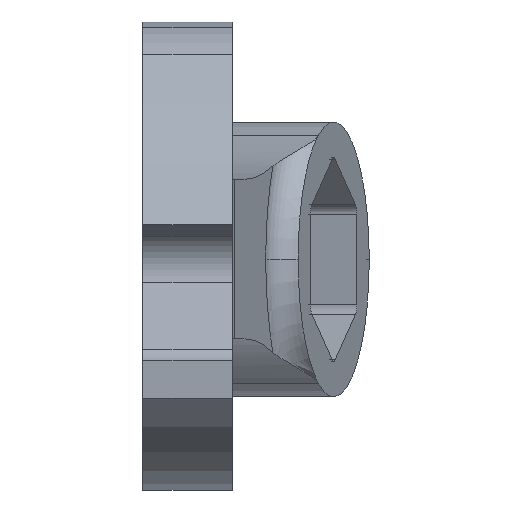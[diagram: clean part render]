
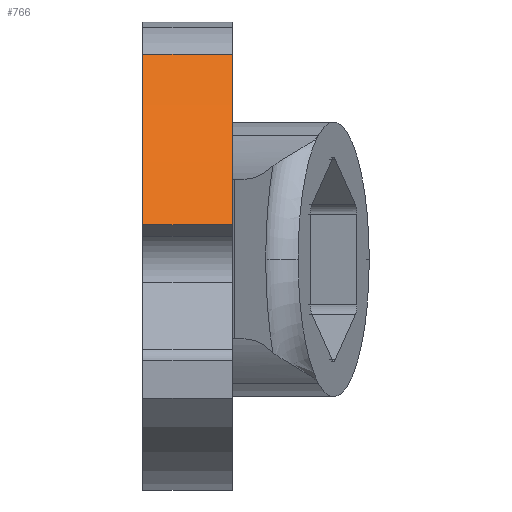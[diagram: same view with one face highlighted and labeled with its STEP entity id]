
A CAD part, top view. The second image highlights one B-rep face of the part: STEP entity #766.
In plain terms, the highlighted cylindrical face has radius 34.798 mm (diameter 69.596 mm), a partial arc.
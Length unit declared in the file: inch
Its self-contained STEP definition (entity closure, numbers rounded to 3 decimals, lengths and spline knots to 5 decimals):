
#11 = DIRECTION ( 'NONE',  ( 0., 0., -1. ) ) ;
#56 = LINE ( 'NONE', #160, #412 ) ;
#116 = ORIENTED_EDGE ( 'NONE', *, *, #133, .F. ) ;
#117 = VERTEX_POINT ( 'NONE', #225 ) ;
#133 = EDGE_CURVE ( 'NONE', #1577, #276, #742, .T. ) ;
#160 = CARTESIAN_POINT ( 'NONE',  ( -0.88969, 0.08376, 4. ) ) ;
#225 = CARTESIAN_POINT ( 'NONE',  ( -0.125, 0.08376, 4. ) ) ;
#234 = DIRECTION ( 'NONE',  ( 1., 0., 0. ) ) ;
#276 = VERTEX_POINT ( 'NONE', #529 ) ;
#352 = CIRCLE ( 'NONE', #911, 1.37 ) ;
#412 = VECTOR ( 'NONE', #960, 39.37008 ) ;
#529 = CARTESIAN_POINT ( 'NONE',  ( 0.125, 0.55968, 3.65432 ) ) ;
#742 = LINE ( 'NONE', #1050, #1447 ) ;
#752 = ORIENTED_EDGE ( 'NONE', *, *, #1166, .T. ) ;
#766 = ADVANCED_FACE ( 'NONE', ( #1324 ), #1133, .T. ) ;
#874 = EDGE_LOOP ( 'NONE', ( #116, #1386, #752, #890 ) ) ;
#885 = EDGE_CURVE ( 'NONE', #276, #1061, #1239, .T. ) ;
#890 = ORIENTED_EDGE ( 'NONE', *, *, #885, .F. ) ;
#911 = AXIS2_PLACEMENT_3D ( 'NONE', #1700, #1418, #1426 ) ;
#929 = DIRECTION ( 'NONE',  ( 1., 0., 0. ) ) ;
#953 = DIRECTION ( 'NONE',  ( 1., 0., 0. ) ) ;
#960 = DIRECTION ( 'NONE',  ( 1., 0., 0. ) ) ;
#970 = CARTESIAN_POINT ( 'NONE',  ( 0.125, 0.08376, 4. ) ) ;
#1050 = CARTESIAN_POINT ( 'NONE',  ( -0.88969, 0.55968, 3.65432 ) ) ;
#1061 = VERTEX_POINT ( 'NONE', #970 ) ;
#1133 = CYLINDRICAL_SURFACE ( 'NONE', #1733, 1.37 ) ;
#1166 = EDGE_CURVE ( 'NONE', #117, #1061, #56, .T. ) ;
#1171 = CARTESIAN_POINT ( 'NONE',  ( -0.125, 0.55968, 3.65432 ) ) ;
#1185 = CARTESIAN_POINT ( 'NONE',  ( -0.88969, -0.46463, 2.74455 ) ) ;
#1239 = CIRCLE ( 'NONE', #1479, 1.37 ) ;
#1324 = FACE_OUTER_BOUND ( 'NONE', #874, .T. ) ;
#1365 = EDGE_CURVE ( 'NONE', #1577, #117, #352, .T. ) ;
#1386 = ORIENTED_EDGE ( 'NONE', *, *, #1365, .T. ) ;
#1418 = DIRECTION ( 'NONE',  ( 1., 0., 0. ) ) ;
#1426 = DIRECTION ( 'NONE',  ( 0., 0., -1. ) ) ;
#1447 = VECTOR ( 'NONE', #234, 39.37008 ) ;
#1479 = AXIS2_PLACEMENT_3D ( 'NONE', #1742, #953, #11 ) ;
#1571 = DIRECTION ( 'NONE',  ( 0., 0., -1. ) ) ;
#1577 = VERTEX_POINT ( 'NONE', #1171 ) ;
#1700 = CARTESIAN_POINT ( 'NONE',  ( -0.125, -0.46463, 2.74455 ) ) ;
#1733 = AXIS2_PLACEMENT_3D ( 'NONE', #1185, #929, #1571 ) ;
#1742 = CARTESIAN_POINT ( 'NONE',  ( 0.125, -0.46463, 2.74455 ) ) ;
